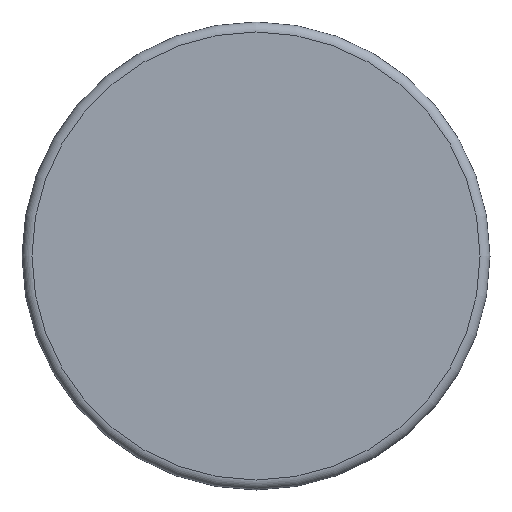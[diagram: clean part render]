
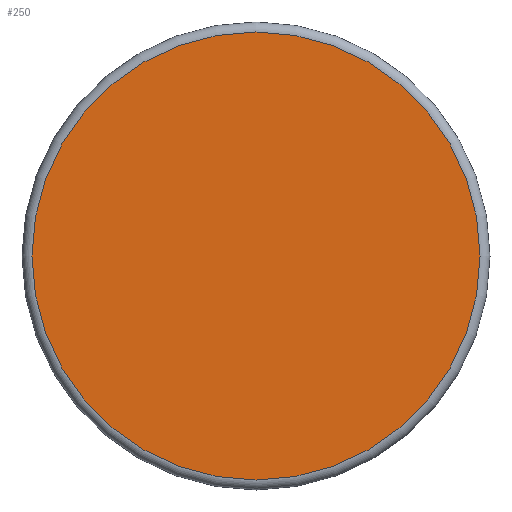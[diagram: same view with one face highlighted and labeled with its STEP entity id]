
A CAD part, front view. The second image highlights one B-rep face of the part: STEP entity #250.
In plain terms, the highlighted planar face has unit normal (0, -1, 0).
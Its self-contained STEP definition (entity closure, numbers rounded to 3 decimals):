
#25=PLANE('',#304);
#38=FACE_OUTER_BOUND('',#52,.T.);
#52=EDGE_LOOP('',(#215,#216));
#97=CIRCLE('',#301,22.5);
#98=CIRCLE('',#302,22.5);
#122=VERTEX_POINT('',#452);
#123=VERTEX_POINT('',#453);
#154=EDGE_CURVE('',#122,#123,#97,.T.);
#155=EDGE_CURVE('',#123,#122,#98,.T.);
#215=ORIENTED_EDGE('',*,*,#154,.T.);
#216=ORIENTED_EDGE('',*,*,#155,.T.);
#250=ADVANCED_FACE('',(#38),#25,.T.);
#301=AXIS2_PLACEMENT_3D('',#454,#378,#379);
#302=AXIS2_PLACEMENT_3D('',#455,#380,#381);
#304=AXIS2_PLACEMENT_3D('',#457,#384,#385);
#378=DIRECTION('center_axis',(0.,-1.,0.));
#379=DIRECTION('ref_axis',(-1.,0.,0.));
#380=DIRECTION('center_axis',(0.,-1.,0.));
#381=DIRECTION('ref_axis',(-1.,0.,0.));
#384=DIRECTION('center_axis',(0.,-1.,0.));
#385=DIRECTION('ref_axis',(0.,0.,-1.));
#452=CARTESIAN_POINT('',(-22.5,0.,0.));
#453=CARTESIAN_POINT('',(0.,0.,22.5));
#454=CARTESIAN_POINT('Origin',(0.,0.,
0.));
#455=CARTESIAN_POINT('Origin',(0.,0.,
0.));
#457=CARTESIAN_POINT('Origin',(-11.25,0.,0.));
